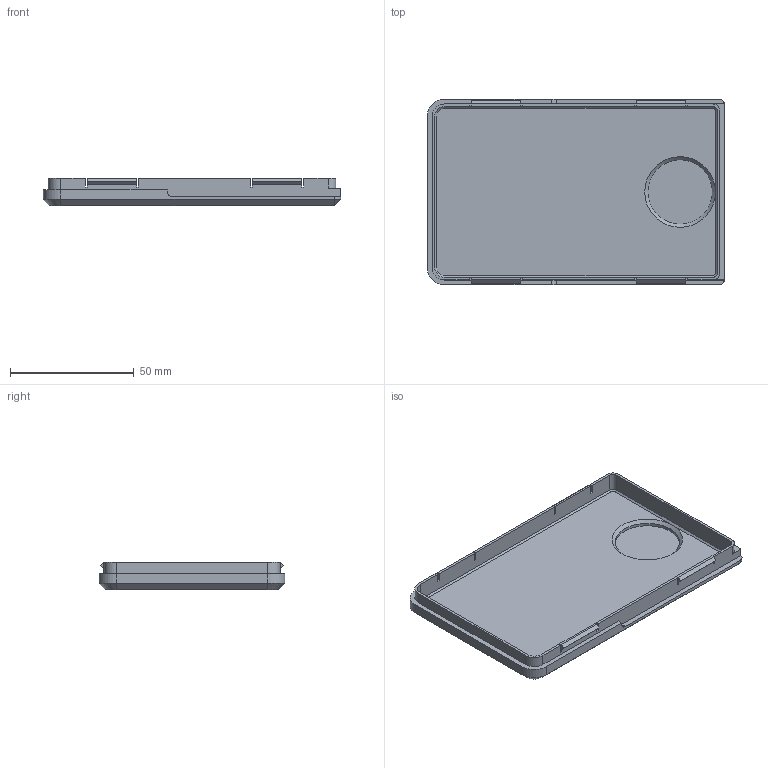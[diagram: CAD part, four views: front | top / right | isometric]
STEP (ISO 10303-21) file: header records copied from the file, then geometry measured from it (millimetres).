
FILE_DESCRIPTION(/* description */ (''),/* implementation_level */ '2;1');
FILE_NAME(/* name */ 'CartRecreationBottom_exact.stp',/* time_stamp */ '2025-07-10T13:30:32-06:00',/* author */ (''),/* organization */ (''),/* preprocessor_version */ 'ST-DEVELOPER v20',/* originating_system */ 'SIEMENS PLM Software NX2412.4001',/* authorisation */ '');
FILE_SCHEMA (('AUTOMOTIVE_DESIGN { 1 0 10303 214 3 1 1 1 }'));
Length unit declared in the file: millimetre
Products named in the file (1): CartRecreationBottom_exact
Bounding box: 120 x 75 x 11 mm (x, y, z)
Volume: 29362.3 mm3; surface area: 24561.4 mm2
Topology: 1 solids, 1 shells, 97 faces, 263 edges, 168 vertices
Faces by surface type: plane 73, cylinder 15, cone 9
Full cylindrical faces by diameter (mm): 26 x1
Entity records: 2995 total; most frequent: CARTESIAN_POINT 523, ORIENTED_EDGE 516, DIRECTION 493, EDGE_CURVE 258, LINE 219, VECTOR 219, VERTEX_POINT 167, AXIS2_PLACEMENT_3D 137
